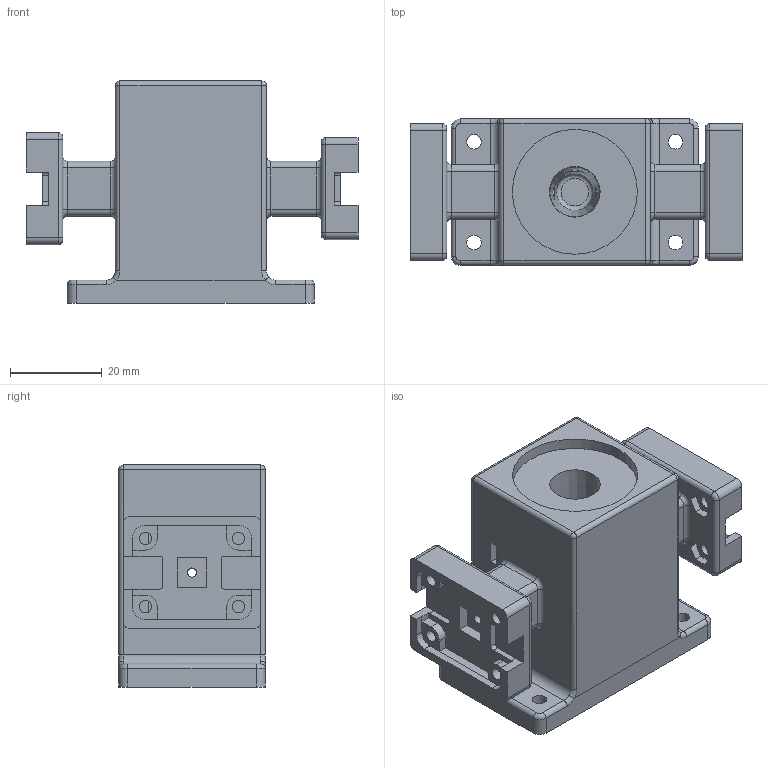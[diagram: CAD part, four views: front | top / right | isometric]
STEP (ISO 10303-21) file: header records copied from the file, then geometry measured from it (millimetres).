
FILE_DESCRIPTION(('FreeCAD Model'),'2;1');
FILE_NAME('Open CASCADE Shape Model','2023-06-30T09:46:14',(''),(''), 'Open CASCADE STEP processor 7.6','FreeCAD','Unknown');
FILE_SCHEMA(('AUTOMOTIVE_DESIGN { 1 0 10303 214 1 1 1 1 }'));
Length unit declared in the file: millimetre
Products named in the file (1): TubeHoleGroove
Bounding box: 72.5 x 32 x 48.5 mm (x, y, z)
Volume: 56529.3 mm3; surface area: 18743.9 mm2
Topology: 1 solids, 1 shells, 424 faces, 1088 edges, 687 vertices
Faces by surface type: plane 252, cylinder 128, torus 21, bspline 10, revolution 8, sphere 3, cone 2
Full cylindrical faces by diameter (mm): 2 x3, 2.7 x16, 3.2 x4, 8.007 x1, 27.273 x1
Entity records: 28215 total; most frequent: CARTESIAN_POINT 6689, DIRECTION 3921, LINE 2438, VECTOR 2438, ORIENTED_EDGE 2168, PCURVE 2168, DEFINITIONAL_REPRESENTATION 2168, EDGE_CURVE 1084
